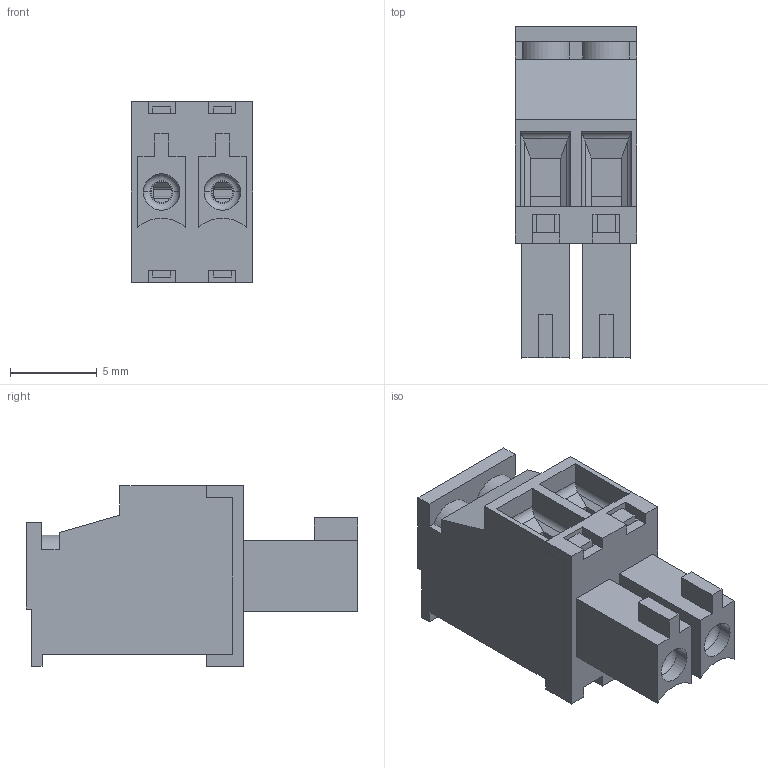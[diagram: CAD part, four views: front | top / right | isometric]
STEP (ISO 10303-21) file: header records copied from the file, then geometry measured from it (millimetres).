
FILE_DESCRIPTION (( 'STEP AP214' ), '1' );
FILE_NAME ('15EDGKA-3.5-02P-14-00AH.STEP', '2017-04-27T22:57:32', ( 'SIG' ), ( '' ), 'SwSTEP 2.0', 'SolidWorks 2014', '' );
FILE_SCHEMA (( 'AUTOMOTIVE_DESIGN' ));
Length unit declared in the file: millimetre
Products named in the file (14): 15EDGKA-3.5_klamper; 15EDGKA-3.5_spring; 15EDGKA-3.5 bot-cap; 15EDGKA-3.5_screw; 15EDGKA-3.5; 15EDGKA-3.5-02P-14-00AH
Assembly tree (8 placements, depth 2):
  15EDGKA-3.5_klamper
  15EDGKA-3.5_spring
  15EDGKA-3.5 bot-cap
  15EDGKA-3.5_screw
  15EDGKA-3.5_spring
Bounding box: 7 x 19.1 x 10.4 mm (x, y, z)
Volume: 558.8 mm3; surface area: 2246.6 mm2
Topology: 8 solids, 8 shells, 506 faces, 1252 edges, 762 vertices
Faces by surface type: plane 410, cylinder 82, torus 10, cone 4
Entity records: 11669 total; most frequent: CARTESIAN_POINT 2027, ORIENTED_EDGE 1954, DIRECTION 1865, EDGE_CURVE 977, VECTOR 843, LINE 843, VERTEX_POINT 609, AXIS2_PLACEMENT_3D 511
